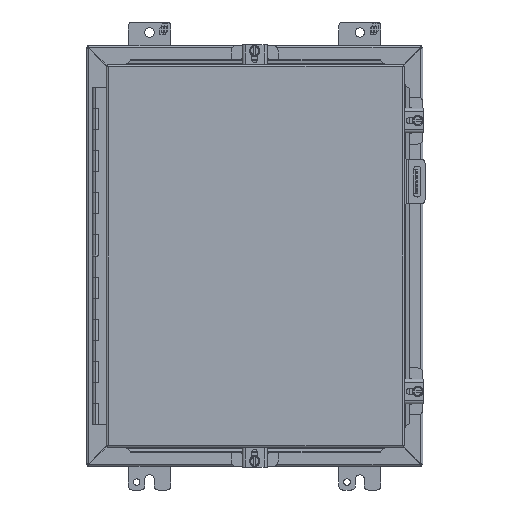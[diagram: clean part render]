
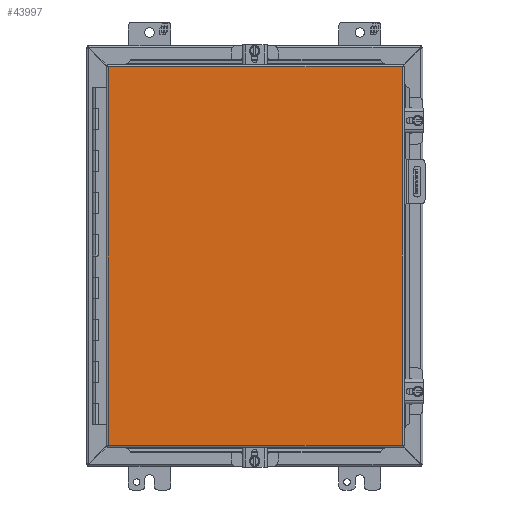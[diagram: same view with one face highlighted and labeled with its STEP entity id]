
A CAD part, front view. The second image highlights one B-rep face of the part: STEP entity #43997.
In plain terms, the highlighted planar face has unit normal (0, -1, 0).
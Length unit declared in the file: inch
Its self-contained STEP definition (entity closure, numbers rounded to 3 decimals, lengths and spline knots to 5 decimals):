
#307 = EDGE_CURVE ( 'NONE', #39987, #32779, #30701, .T. ) ;
#2660 = CARTESIAN_POINT ( 'NONE',  ( -6.954, -9.21, -8.9945 ) ) ;
#3780 = ORIENTED_EDGE ( 'NONE', *, *, #37079, .F. ) ;
#8090 = CARTESIAN_POINT ( 'NONE',  ( 7.018, -9.21, 8.9945 ) ) ;
#10179 = ORIENTED_EDGE ( 'NONE', *, *, #20879, .F. ) ;
#10205 = DIRECTION ( 'NONE',  ( 1., 0., 0. ) ) ;
#11633 = ORIENTED_EDGE ( 'NONE', *, *, #40670, .F. ) ;
#14073 = VERTEX_POINT ( 'NONE', #8090 ) ;
#16247 = DIRECTION ( 'NONE',  ( 0., -1., 0. ) ) ;
#16415 = DIRECTION ( 'NONE',  ( -1., 0., 0. ) ) ;
#16494 = ORIENTED_EDGE ( 'NONE', *, *, #307, .F. ) ;
#17324 = CARTESIAN_POINT ( 'NONE',  ( -6.954, -9.21, 8.9945 ) ) ;
#18466 = CARTESIAN_POINT ( 'NONE',  ( -6.954, -9.21, -8.9945 ) ) ;
#18907 = AXIS2_PLACEMENT_3D ( 'NONE', #2660, #16247, #25342 ) ;
#19586 = VECTOR ( 'NONE', #28524, 39.37008 ) ;
#20879 = EDGE_CURVE ( 'NONE', #32779, #21936, #20932, .T. ) ;
#20932 = LINE ( 'NONE', #18466, #19586 ) ;
#21936 = VERTEX_POINT ( 'NONE', #31878 ) ;
#22324 = VECTOR ( 'NONE', #32396, 39.37008 ) ;
#25342 = DIRECTION ( 'NONE',  ( 0., 0., -1. ) ) ;
#25408 = CARTESIAN_POINT ( 'NONE',  ( -6.954, -9.21, -8.9945 ) ) ;
#26332 = FACE_OUTER_BOUND ( 'NONE', #34770, .T. ) ;
#28524 = DIRECTION ( 'NONE',  ( 0., 0., 1. ) ) ;
#29047 = VECTOR ( 'NONE', #16415, 39.37008 ) ;
#30701 = LINE ( 'NONE', #37217, #29047 ) ;
#31878 = CARTESIAN_POINT ( 'NONE',  ( -6.954, -9.21, 8.9945 ) ) ;
#32250 = CARTESIAN_POINT ( 'NONE',  ( 7.018, -9.21, -8.9945 ) ) ;
#32396 = DIRECTION ( 'NONE',  ( 0., 0., -1. ) ) ;
#32779 = VERTEX_POINT ( 'NONE', #25408 ) ;
#33258 = PLANE ( 'NONE',  #18907 ) ;
#34358 = VECTOR ( 'NONE', #10205, 39.37008 ) ;
#34770 = EDGE_LOOP ( 'NONE', ( #11633, #3780, #10179, #16494 ) ) ;
#35772 = CARTESIAN_POINT ( 'NONE',  ( 7.018, -9.21, 8.9945 ) ) ;
#37079 = EDGE_CURVE ( 'NONE', #21936, #14073, #40810, .T. ) ;
#37217 = CARTESIAN_POINT ( 'NONE',  ( 7.018, -9.21, -8.9945 ) ) ;
#39987 = VERTEX_POINT ( 'NONE', #32250 ) ;
#40670 = EDGE_CURVE ( 'NONE', #14073, #39987, #42449, .T. ) ;
#40810 = LINE ( 'NONE', #17324, #34358 ) ;
#42449 = LINE ( 'NONE', #35772, #22324 ) ;
#43997 = ADVANCED_FACE ( 'NONE', ( #26332 ), #33258, .T. ) ;
